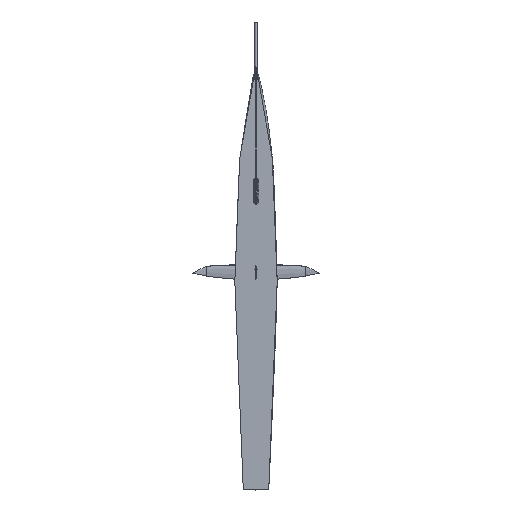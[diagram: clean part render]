
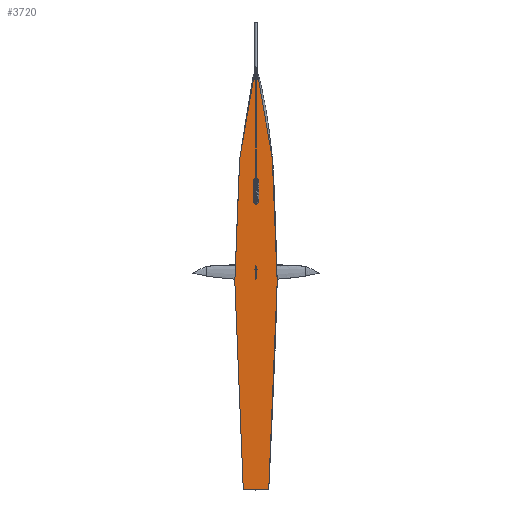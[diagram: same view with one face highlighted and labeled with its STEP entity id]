
A CAD part, top view. The second image highlights one B-rep face of the part: STEP entity #3720.
In plain terms, the highlighted planar face has unit normal (0, 0, 1).
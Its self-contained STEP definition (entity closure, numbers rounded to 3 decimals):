
#268 = VERTEX_POINT('',#269);
#269 = CARTESIAN_POINT('',(3.,-10.,0.));
#2486 = VERTEX_POINT('',#2487);
#2487 = CARTESIAN_POINT('',(-3.,-10.,0.));
#2493 = EDGE_CURVE('',#2494,#2486,#2496,.T.);
#2494 = VERTEX_POINT('',#2495);
#2495 = CARTESIAN_POINT('',(0.,0.,0.));
#2496 = B_SPLINE_CURVE_WITH_KNOTS('',5,(#2497,#2498,#2499,#2500,#2501,
    #2502,#2503,#2504,#2505,#2506),.UNSPECIFIED.,.F.,.F.,(6,1,1,1,1,6),(
    0.,0.2,0.4,0.6,0.8,1.),.QUASI_UNIFORM_KNOTS.);
#2497 = CARTESIAN_POINT('',(0.,0.,0.));
#2498 = CARTESIAN_POINT('',(-0.124,-0.398,0.));
#2499 = CARTESIAN_POINT('',(-0.371,-1.195,0.));
#2500 = CARTESIAN_POINT('',(-0.741,-2.39,0.));
#2501 = CARTESIAN_POINT('',(-1.231,-3.986,0.));
#2502 = CARTESIAN_POINT('',(-1.836,-5.983,0.));
#2503 = CARTESIAN_POINT('',(-2.311,-7.586,0.));
#2504 = CARTESIAN_POINT('',(-2.659,-8.791,0.));
#2505 = CARTESIAN_POINT('',(-2.887,-9.597,0.));
#2506 = CARTESIAN_POINT('',(-3.,-10.,0.));
#2944 = EDGE_CURVE('',#2494,#268,#2945,.T.);
#2945 = B_SPLINE_CURVE_WITH_KNOTS('',5,(#2946,#2947,#2948,#2949,#2950,
    #2951,#2952,#2953,#2954,#2955),.UNSPECIFIED.,.F.,.F.,(6,1,1,1,1,6),(
    0.,0.2,0.4,0.6,0.8,1.),.QUASI_UNIFORM_KNOTS.);
#2946 = CARTESIAN_POINT('',(0.,0.,0.));
#2947 = CARTESIAN_POINT('',(0.124,-0.398,0.));
#2948 = CARTESIAN_POINT('',(0.371,-1.195,0.));
#2949 = CARTESIAN_POINT('',(0.741,-2.39,0.));
#2950 = CARTESIAN_POINT('',(1.231,-3.986,0.));
#2951 = CARTESIAN_POINT('',(1.836,-5.983,0.));
#2952 = CARTESIAN_POINT('',(2.311,-7.586,0.));
#2953 = CARTESIAN_POINT('',(2.659,-8.791,0.));
#2954 = CARTESIAN_POINT('',(2.887,-9.597,0.));
#2955 = CARTESIAN_POINT('',(3.,-10.,0.));
#3282 = VERTEX_POINT('',#3283);
#3283 = CARTESIAN_POINT('',(100.,-3325.,0.));
#3303 = EDGE_CURVE('',#3304,#3282,#3306,.T.);
#3304 = VERTEX_POINT('',#3305);
#3305 = CARTESIAN_POINT('',(-100.,-3325.,0.));
#3306 = LINE('',#3307,#3308);
#3307 = CARTESIAN_POINT('',(100.,-3325.,0.));
#3308 = VECTOR('',#3309,1.);
#3309 = DIRECTION('',(1.,0.,0.));
#3359 = EDGE_CURVE('',#3304,#2486,#3360,.T.);
#3360 = B_SPLINE_CURVE_WITH_KNOTS('',5,(#3361,#3362,#3363,#3364,#3365,
    #3366,#3367,#3368,#3369,#3370,#3371,#3372,#3373,#3374,#3375),
  .UNSPECIFIED.,.F.,.F.,(6,1,1,1,1,1,1,1,1,1,6),(-1.,-0.9,-0.8,-0.7,-0.6
    ,-0.5,-0.4,-0.3,-0.2,-0.1,0.),.QUASI_UNIFORM_KNOTS.);
#3361 = CARTESIAN_POINT('',(-100.,-3325.,0.));
#3362 = CARTESIAN_POINT('',(-106.056,-3235.155,0.));
#3363 = CARTESIAN_POINT('',(-117.523,-3057.294,0.));
#3364 = CARTESIAN_POINT('',(-132.791,-2795.986,0.));
#3365 = CARTESIAN_POINT('',(-149.225,-2458.773,0.));
#3366 = CARTESIAN_POINT('',(-162.765,-2057.603,0.));
#3367 = CARTESIAN_POINT('',(-168.554,-1679.378,0.));
#3368 = CARTESIAN_POINT('',(-165.667,-1327.197,0.));
#3369 = CARTESIAN_POINT('',(-153.203,-1003.965,0.));
#3370 = CARTESIAN_POINT('',(-130.583,-711.412,0.));
#3371 = CARTESIAN_POINT('',(-98.021,-448.563,0.));
#3372 = CARTESIAN_POINT('',(-64.448,-260.373,0.));
#3373 = CARTESIAN_POINT('',(-35.258,-130.791,0.));
#3374 = CARTESIAN_POINT('',(-14.045,-49.427,0.));
#3375 = CARTESIAN_POINT('',(-3.,-10.,0.));
#3720 = ADVANCED_FACE('',(#3721),#3745,.T.);
#3721 = FACE_BOUND('',#3722,.T.);
#3722 = EDGE_LOOP('',(#3723,#3724,#3742,#3743,#3744));
#3723 = ORIENTED_EDGE('',*,*,#3303,.T.);
#3724 = ORIENTED_EDGE('',*,*,#3725,.T.);
#3725 = EDGE_CURVE('',#3282,#268,#3726,.T.);
#3726 = B_SPLINE_CURVE_WITH_KNOTS('',5,(#3727,#3728,#3729,#3730,#3731,
    #3732,#3733,#3734,#3735,#3736,#3737,#3738,#3739,#3740,#3741),
  .UNSPECIFIED.,.F.,.F.,(6,1,1,1,1,1,1,1,1,1,6),(-1.,-0.9,-0.8,-0.7,-0.6
    ,-0.5,-0.4,-0.3,-0.2,-0.1,0.),.QUASI_UNIFORM_KNOTS.);
#3727 = CARTESIAN_POINT('',(100.,-3325.,0.));
#3728 = CARTESIAN_POINT('',(106.056,-3235.155,0.));
#3729 = CARTESIAN_POINT('',(117.523,-3057.294,0.));
#3730 = CARTESIAN_POINT('',(132.791,-2795.986,0.));
#3731 = CARTESIAN_POINT('',(149.225,-2458.773,0.));
#3732 = CARTESIAN_POINT('',(162.765,-2057.603,0.));
#3733 = CARTESIAN_POINT('',(168.554,-1679.378,0.));
#3734 = CARTESIAN_POINT('',(165.667,-1327.197,0.));
#3735 = CARTESIAN_POINT('',(153.203,-1003.965,0.));
#3736 = CARTESIAN_POINT('',(130.583,-711.412,0.));
#3737 = CARTESIAN_POINT('',(98.021,-448.563,0.));
#3738 = CARTESIAN_POINT('',(64.448,-260.373,0.));
#3739 = CARTESIAN_POINT('',(35.258,-130.791,0.));
#3740 = CARTESIAN_POINT('',(14.045,-49.427,0.));
#3741 = CARTESIAN_POINT('',(3.,-10.,0.));
#3742 = ORIENTED_EDGE('',*,*,#2944,.F.);
#3743 = ORIENTED_EDGE('',*,*,#2493,.T.);
#3744 = ORIENTED_EDGE('',*,*,#3359,.F.);
#3745 = PLANE('',#3746);
#3746 = AXIS2_PLACEMENT_3D('',#3747,#3748,#3749);
#3747 = CARTESIAN_POINT('',(-100.,-3325.,0.));
#3748 = DIRECTION('',(0.,0.,1.));
#3749 = DIRECTION('',(1.,0.,0.));
